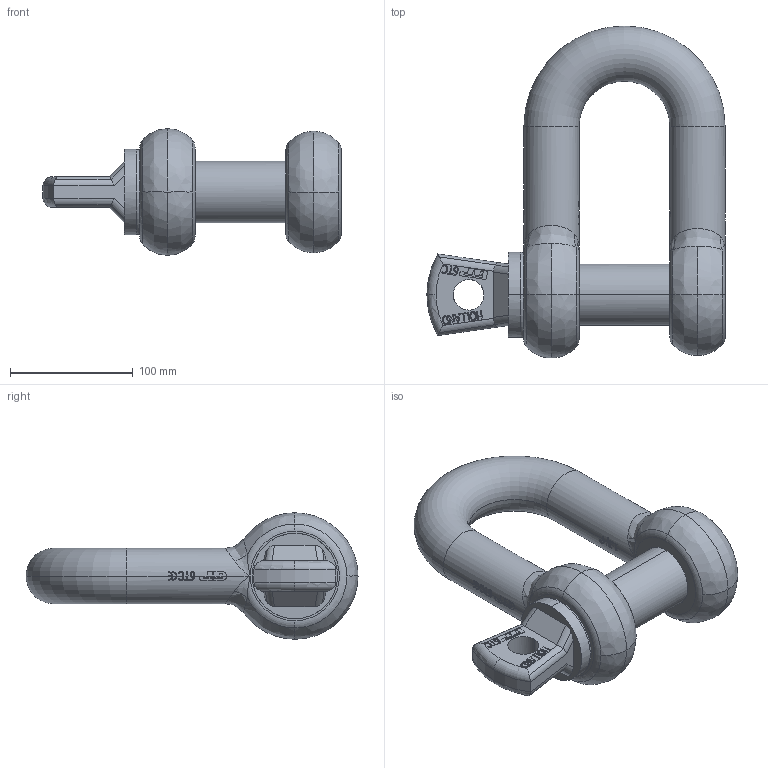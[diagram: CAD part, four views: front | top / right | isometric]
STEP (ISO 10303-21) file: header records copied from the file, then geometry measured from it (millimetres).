
FILE_DESCRIPTION(('STEP AP214'),'1');
FILE_NAME('gpgdbb45.stp','2017-04-07T04:14:41',('TraceParts'),('TraceParts S.A.'),'Spatial InterOp 3D',' ',' ');
FILE_SCHEMA(('automotive_design'));
Length unit declared in the file: millimetre
Products named in the file (2): gpgdbb45_1; gpgdbb45_2
Bounding box: 243 x 270.5 x 103 mm (x, y, z)
Volume: 1477443.6 mm3; surface area: 156706.7 mm2
Topology: 2 solids, 2 shells, 755 faces, 2369 edges, 1636 vertices
Faces by surface type: plane 299, bspline 291, cylinder 140, torus 22, cone 3
Entity records: 37466 total; most frequent: CARTESIAN_POINT 13921, ORIENTED_EDGE 4722, EDGE_CURVE 2361, DIRECTION 1965, VERTEX_POINT 1636, B_SPLINE_CURVE_WITH_KNOTS 1440, EDGE_LOOP 787, LINE 763
